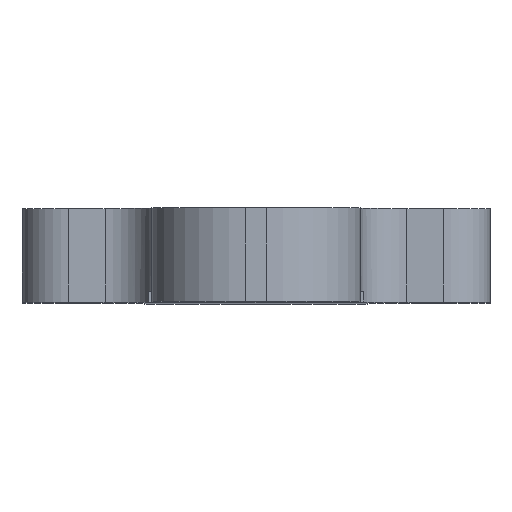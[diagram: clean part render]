
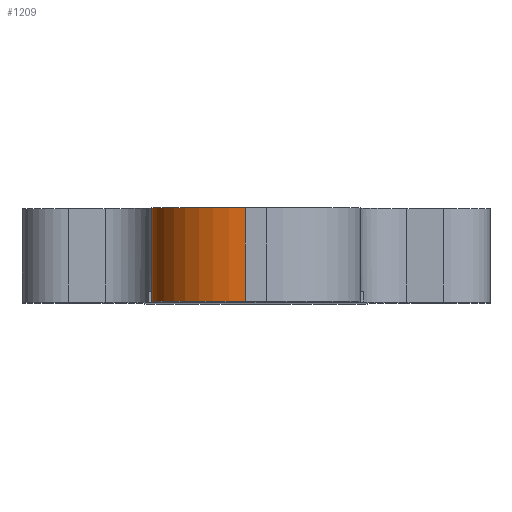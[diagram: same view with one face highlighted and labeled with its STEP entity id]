
A CAD part, top view. The second image highlights one B-rep face of the part: STEP entity #1209.
In plain terms, the highlighted cylindrical face has radius 8 mm (diameter 16 mm), a partial arc.
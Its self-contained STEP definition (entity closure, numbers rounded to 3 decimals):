
#83 = DIRECTION ( 'NONE',  ( 0., -1., 0. ) ) ;
#94 = CARTESIAN_POINT ( 'NONE',  ( -0.905, 0., 62. ) ) ;
#99 = LINE ( 'NONE', #744, #1059 ) ;
#161 = CARTESIAN_POINT ( 'NONE',  ( -0.905, 8., 70. ) ) ;
#266 = DIRECTION ( 'NONE',  ( 0., 1., 0. ) ) ;
#287 = VERTEX_POINT ( 'NONE', #826 ) ;
#330 = VERTEX_POINT ( 'NONE', #565 ) ;
#529 = DIRECTION ( 'NONE',  ( 0., 0., -1. ) ) ;
#565 = CARTESIAN_POINT ( 'NONE',  ( -8.905, 0., 62. ) ) ;
#567 = LINE ( 'NONE', #828, #1524 ) ;
#641 = ORIENTED_EDGE ( 'NONE', *, *, #686, .F. ) ;
#686 = EDGE_CURVE ( 'NONE', #287, #1431, #992, .T. ) ;
#706 = DIRECTION ( 'NONE',  ( 0., -1., 0. ) ) ;
#740 = EDGE_CURVE ( 'NONE', #330, #287, #99, .T. ) ;
#744 = CARTESIAN_POINT ( 'NONE',  ( -8.905, 8., 62. ) ) ;
#826 = CARTESIAN_POINT ( 'NONE',  ( -8.905, 8., 62. ) ) ;
#828 = CARTESIAN_POINT ( 'NONE',  ( -0.905, 0., 70. ) ) ;
#862 = CARTESIAN_POINT ( 'NONE',  ( -0.905, 0., 70. ) ) ;
#887 = CYLINDRICAL_SURFACE ( 'NONE', #1163, 8. ) ;
#901 = CARTESIAN_POINT ( 'NONE',  ( -0.905, 0., 62. ) ) ;
#909 = EDGE_CURVE ( 'NONE', #1537, #330, #1657, .T. ) ;
#966 = EDGE_CURVE ( 'NONE', #1431, #1537, #567, .T. ) ;
#992 = CIRCLE ( 'NONE', #1948, 8. ) ;
#1059 = VECTOR ( 'NONE', #266, 1000. ) ;
#1060 = FACE_OUTER_BOUND ( 'NONE', #1342, .T. ) ;
#1150 = DIRECTION ( 'NONE',  ( 0., -1., 0. ) ) ;
#1163 = AXIS2_PLACEMENT_3D ( 'NONE', #94, #706, #1215 ) ;
#1184 = CARTESIAN_POINT ( 'NONE',  ( -0.905, 8., 62. ) ) ;
#1206 = DIRECTION ( 'NONE',  ( 0., 1., 0. ) ) ;
#1209 = ADVANCED_FACE ( 'NONE', ( #1060 ), #887, .T. ) ;
#1215 = DIRECTION ( 'NONE',  ( 0., 0., -1. ) ) ;
#1295 = ORIENTED_EDGE ( 'NONE', *, *, #966, .F. ) ;
#1342 = EDGE_LOOP ( 'NONE', ( #1585, #1295, #641, #1419 ) ) ;
#1419 = ORIENTED_EDGE ( 'NONE', *, *, #740, .F. ) ;
#1431 = VERTEX_POINT ( 'NONE', #161 ) ;
#1524 = VECTOR ( 'NONE', #1150, 1000. ) ;
#1537 = VERTEX_POINT ( 'NONE', #862 ) ;
#1585 = ORIENTED_EDGE ( 'NONE', *, *, #909, .F. ) ;
#1657 = CIRCLE ( 'NONE', #1755, 8. ) ;
#1755 = AXIS2_PLACEMENT_3D ( 'NONE', #901, #83, #529 ) ;
#1806 = DIRECTION ( 'NONE',  ( 0., 0., -1. ) ) ;
#1948 = AXIS2_PLACEMENT_3D ( 'NONE', #1184, #1206, #1806 ) ;
